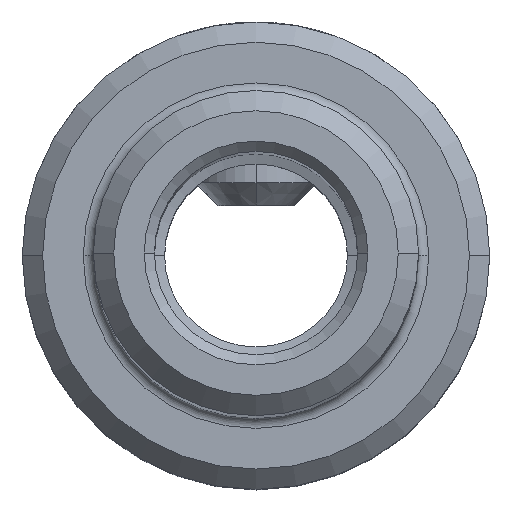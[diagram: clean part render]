
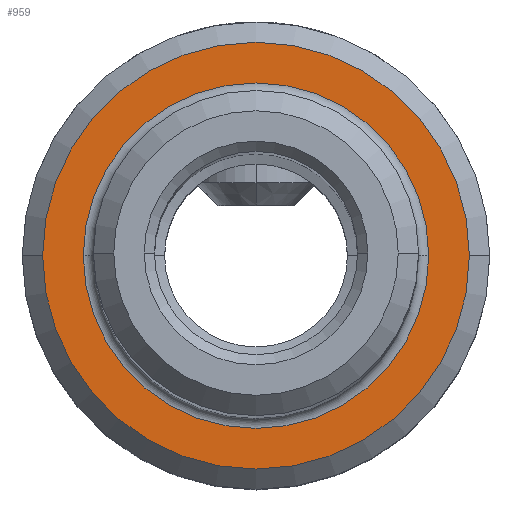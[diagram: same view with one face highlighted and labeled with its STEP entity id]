
A CAD part, top view. The second image highlights one B-rep face of the part: STEP entity #959.
In plain terms, the highlighted planar face has unit normal (0, 0, 1).
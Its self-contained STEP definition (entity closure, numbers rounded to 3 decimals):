
#613=VERTEX_POINT('NONE',#1415);
#671=EDGE_CURVE('NONE',#903,#1079,#1485,.T.);
#819=EDGE_CURVE('NONE',#613,#915,#1654,.T.);
#903=VERTEX_POINT('NONE',#1748);
#915=VERTEX_POINT('NONE',#1761);
#959=ADVANCED_FACE('NONE',(#1807,#1808),#1809,.T.);
#1079=VERTEX_POINT('NONE',#1942);
#1091=EDGE_CURVE('NONE',#915,#613,#1954,.T.);
#1169=EDGE_CURVE('NONE',#1079,#903,#2041,.T.);
#1415=CARTESIAN_POINT('',(-10.5,0.0,25.0));
#1485=CIRCLE('',#2447,8.5);
#1654=CIRCLE('',#2731,10.5);
#1748=CARTESIAN_POINT('',(-8.5,0.0,25.0));
#1761=CARTESIAN_POINT('',(10.5,0.,25.0));
#1807=FACE_OUTER_BOUND('',#3033,.T.);
#1808=FACE_BOUND('',#3034,.T.);
#1809=PLANE('',#3035);
#1942=CARTESIAN_POINT('',(8.5,0.,25.0));
#1954=CIRCLE('',#3307,10.5);
#2041=CIRCLE('',#3428,8.5);
#2447=AXIS2_PLACEMENT_3D('',#3793,#3794,#3795);
#2731=AXIS2_PLACEMENT_3D('',#4025,#4026,#4027);
#3033=EDGE_LOOP('',(#4187,#4188));
#3034=EDGE_LOOP('',(#4189,#4190));
#3035=AXIS2_PLACEMENT_3D('',#4191,#4192,#4193);
#3307=AXIS2_PLACEMENT_3D('',#4349,#4350,#4351);
#3428=AXIS2_PLACEMENT_3D('',#4448,#4449,#4450);
#3793=CARTESIAN_POINT('',(0.0,0.0,25.0));
#3794=DIRECTION('',(0.0,0.0,-1.0));
#3795=DIRECTION('',(-1.0,0.0,0.0));
#4025=CARTESIAN_POINT('',(0.0,0.0,25.0));
#4026=DIRECTION('',(0.0,0.0,-1.0));
#4027=DIRECTION('',(-1.0,0.0,0.0));
#4187=ORIENTED_EDGE('',*,*,#819,.F.);
#4188=ORIENTED_EDGE('',*,*,#1091,.F.);
#4189=ORIENTED_EDGE('',*,*,#671,.T.);
#4190=ORIENTED_EDGE('',*,*,#1169,.T.);
#4191=CARTESIAN_POINT('',(0.0,8.5,25.0));
#4192=DIRECTION('',(0.0,0.0,1.0));
#4193=DIRECTION('',(1.0,0.0,0.0));
#4349=CARTESIAN_POINT('',(0.0,0.0,25.0));
#4350=DIRECTION('',(0.0,0.0,-1.0));
#4351=DIRECTION('',(-1.0,0.0,0.0));
#4448=CARTESIAN_POINT('',(0.0,0.0,25.0));
#4449=DIRECTION('',(0.0,0.0,-1.0));
#4450=DIRECTION('',(-1.0,0.0,0.0));
